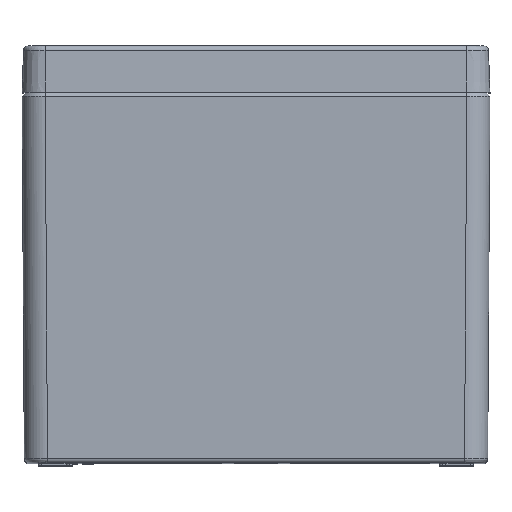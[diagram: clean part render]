
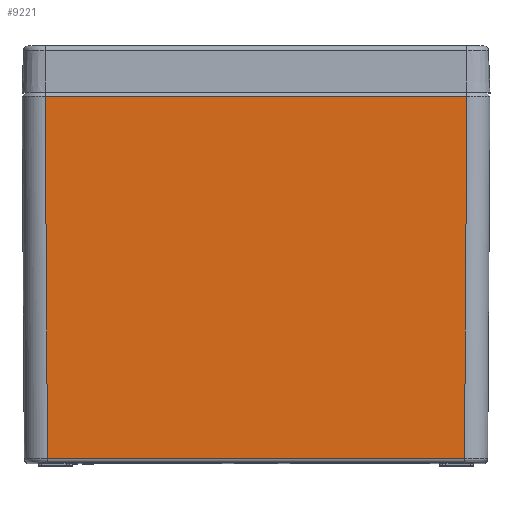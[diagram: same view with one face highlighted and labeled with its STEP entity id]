
A CAD part, top view. The second image highlights one B-rep face of the part: STEP entity #9221.
In plain terms, the highlighted planar face has unit normal (0, -0.006, 1).
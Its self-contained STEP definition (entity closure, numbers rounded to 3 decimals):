
#2897 = EDGE_LOOP ( 'NONE', ( #45046, #47612, #38015, #9679 ) ) ;
#3672 = CARTESIAN_POINT ( 'NONE',  ( -90.007, -158.013, 115.007 ) ) ;
#5359 = VERTEX_POINT ( 'NONE', #18632 ) ;
#5904 = VECTOR ( 'NONE', #17996, 1000. ) ;
#6290 = LINE ( 'NONE', #21995, #5904 ) ;
#6300 = AXIS2_PLACEMENT_3D ( 'NONE', #27052, #35546, #23073 ) ;
#7474 = EDGE_CURVE ( 'NONE', #29767, #5359, #44590, .T. ) ;
#8151 = DIRECTION ( 'NONE',  ( 1., 0., 0. ) ) ;
#8689 = EDGE_CURVE ( 'NONE', #5359, #40202, #40982, .T. ) ;
#9221 = ADVANCED_FACE ( 'NONE', ( #47264 ), #10840, .T. ) ;
#9679 = ORIENTED_EDGE ( 'NONE', *, *, #25380, .T. ) ;
#10840 = PLANE ( 'NONE',  #6300 ) ;
#14469 = CARTESIAN_POINT ( 'NONE',  ( -90.989, -1.8, 115.989 ) ) ;
#17996 = DIRECTION ( 'NONE',  ( 0.006, -1., -0.006 ) ) ;
#18632 = CARTESIAN_POINT ( 'NONE',  ( 90.007, -158.013, 115.007 ) ) ;
#21995 = CARTESIAN_POINT ( 'NONE',  ( -91.001, 0.063, 116. ) ) ;
#23073 = DIRECTION ( 'NONE',  ( 0., -1., -0.006 ) ) ;
#23935 = CARTESIAN_POINT ( 'NONE',  ( 90.989, -1.8, 115.989 ) ) ;
#24686 = LINE ( 'NONE', #40343, #41214 ) ;
#25044 = DIRECTION ( 'NONE',  ( 0.006, 1., 0.006 ) ) ;
#25380 = EDGE_CURVE ( 'NONE', #40202, #25674, #24686, .T. ) ;
#25674 = VERTEX_POINT ( 'NONE', #14469 ) ;
#27052 = CARTESIAN_POINT ( 'NONE',  ( -101., 0., 116. ) ) ;
#29767 = VERTEX_POINT ( 'NONE', #3672 ) ;
#35546 = DIRECTION ( 'NONE',  ( 0., -0.006, 1. ) ) ;
#37309 = VECTOR ( 'NONE', #8151, 1000. ) ;
#38015 = ORIENTED_EDGE ( 'NONE', *, *, #8689, .T. ) ;
#40202 = VERTEX_POINT ( 'NONE', #23935 ) ;
#40343 = CARTESIAN_POINT ( 'NONE',  ( -101., -1.8, 115.989 ) ) ;
#40881 = DIRECTION ( 'NONE',  ( -1., 0., 0. ) ) ;
#40982 = LINE ( 'NONE', #44713, #43376 ) ;
#41214 = VECTOR ( 'NONE', #40881, 1000. ) ;
#43376 = VECTOR ( 'NONE', #25044, 1000. ) ;
#44590 = LINE ( 'NONE', #44852, #37309 ) ;
#44713 = CARTESIAN_POINT ( 'NONE',  ( 90.993, -1.206, 115.992 ) ) ;
#44852 = CARTESIAN_POINT ( 'NONE',  ( 89.995, -158.013, 115.007 ) ) ;
#45046 = ORIENTED_EDGE ( 'NONE', *, *, #48701, .T. ) ;
#47264 = FACE_OUTER_BOUND ( 'NONE', #2897, .T. ) ;
#47612 = ORIENTED_EDGE ( 'NONE', *, *, #7474, .T. ) ;
#48701 = EDGE_CURVE ( 'NONE', #25674, #29767, #6290, .T. ) ;
